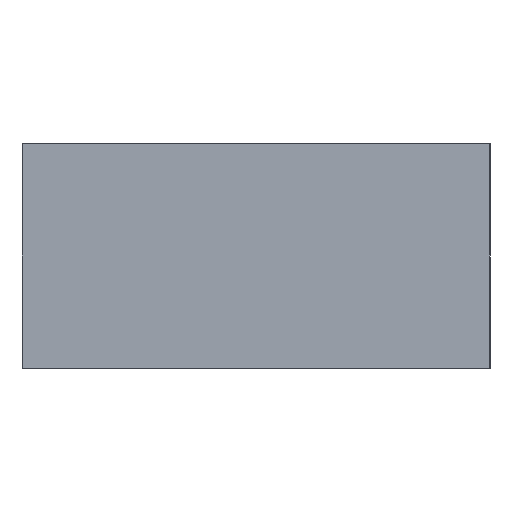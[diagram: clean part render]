
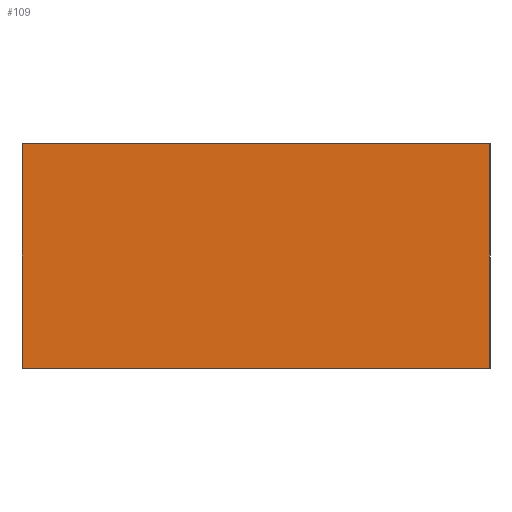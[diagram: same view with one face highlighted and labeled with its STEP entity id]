
A CAD part, left-side view. The second image highlights one B-rep face of the part: STEP entity #109.
In plain terms, the highlighted face is planar.
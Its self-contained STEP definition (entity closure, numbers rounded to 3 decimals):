
#109 = ADVANCED_FACE( '', ( #183 ), #184, .T. );
#183 = FACE_OUTER_BOUND( '', #233, .T. );
#184 = PLANE( '', #234 );
#233 = EDGE_LOOP( '', ( #326, #327, #328, #329 ) );
#234 = AXIS2_PLACEMENT_3D( '', #330, #331, #332 );
#326 = ORIENTED_EDGE( '', *, *, #368, .T. );
#327 = ORIENTED_EDGE( '', *, *, #355, .T. );
#328 = ORIENTED_EDGE( '', *, *, #360, .T. );
#329 = ORIENTED_EDGE( '', *, *, #335, .T. );
#330 = CARTESIAN_POINT( '', ( 0., 0.25, 0. ) );
#331 = DIRECTION( '', ( 0., 1., 0. ) );
#332 = DIRECTION( '', ( 0., 0., 1. ) );
#335 = EDGE_CURVE( '', #371, #372, #373, .T. );
#355 = EDGE_CURVE( '', #403, #404, #405, .T. );
#360 = EDGE_CURVE( '', #404, #371, #412, .T. );
#368 = EDGE_CURVE( '', #372, #403, #420, .T. );
#371 = VERTEX_POINT( '', #423 );
#372 = VERTEX_POINT( '', #424 );
#373 = LINE( '', #425, #426 );
#403 = VERTEX_POINT( '', #470 );
#404 = VERTEX_POINT( '', #471 );
#405 = LINE( '', #472, #473 );
#412 = LINE( '', #483, #484 );
#420 = LINE( '', #495, #496 );
#423 = CARTESIAN_POINT( '', ( -0.625, 0.25, 0.3 ) );
#424 = CARTESIAN_POINT( '', ( 0.625, 0.25, 0.3 ) );
#425 = CARTESIAN_POINT( '', ( -0.625, 0.25, 0.3 ) );
#426 = VECTOR( '', #498, 1000. );
#470 = CARTESIAN_POINT( '', ( 0.625, 0.25, -0.3 ) );
#471 = CARTESIAN_POINT( '', ( -0.625, 0.25, -0.3 ) );
#472 = CARTESIAN_POINT( '', ( 0.625, 0.25, -0.3 ) );
#473 = VECTOR( '', #513, 1000. );
#483 = CARTESIAN_POINT( '', ( -0.625, 0.25, -0.3 ) );
#484 = VECTOR( '', #517, 1000. );
#495 = CARTESIAN_POINT( '', ( 0.625, 0.25, 0.3 ) );
#496 = VECTOR( '', #521, 1000. );
#498 = DIRECTION( '', ( 1., 0., 0. ) );
#513 = DIRECTION( '', ( -1., 0., 0. ) );
#517 = DIRECTION( '', ( 0., 0., 1. ) );
#521 = DIRECTION( '', ( 0., 0., -1. ) );
